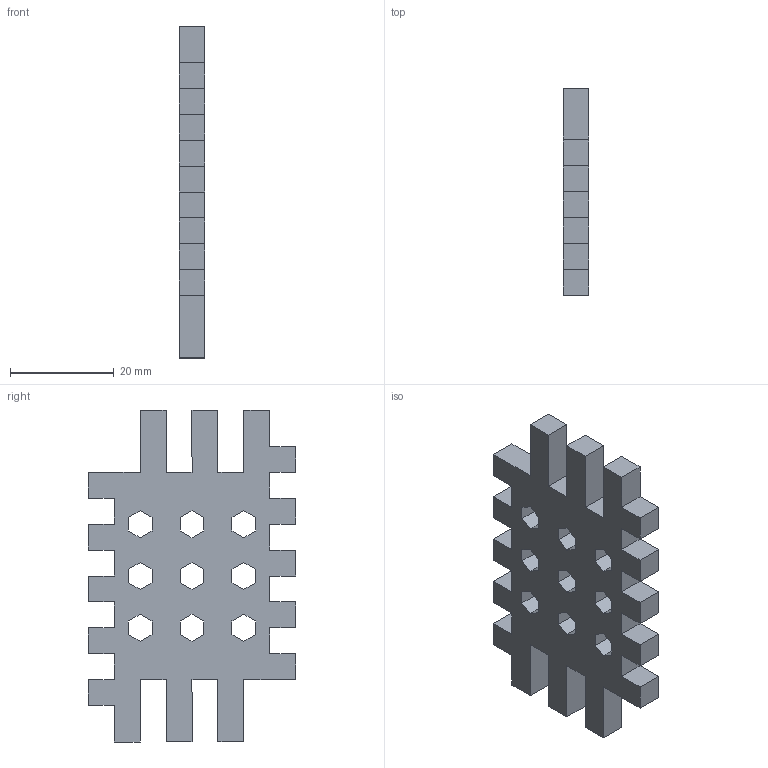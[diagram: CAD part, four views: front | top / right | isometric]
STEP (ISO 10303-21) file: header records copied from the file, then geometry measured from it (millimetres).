
FILE_DESCRIPTION (( 'STEP AP214' ), '1' );
FILE_NAME ('Inner Octagon Wall 10-6.STEP', '2016-10-06T17:02:27', ( '' ), ( '' ), 'SwSTEP 2.0', 'SolidWorks 2015', '' );
FILE_SCHEMA (( 'AUTOMOTIVE_DESIGN' ));
Length unit declared in the file: millimetre
Products named in the file (1): Inner Octagon Wall 10-6
Bounding box: 5 x 40 x 64.14 mm (x, y, z)
Volume: 8254.9 mm3; surface area: 5935 mm2
Topology: 1 solids, 1 shells, 116 faces, 342 edges, 228 vertices
Faces by surface type: plane 116
Entity records: 3856 total; most frequent: CARTESIAN_POINT 687, ORIENTED_EDGE 684, DIRECTION 576, LINE 342, EDGE_CURVE 342, VECTOR 342, VERTEX_POINT 228, EDGE_LOOP 134
